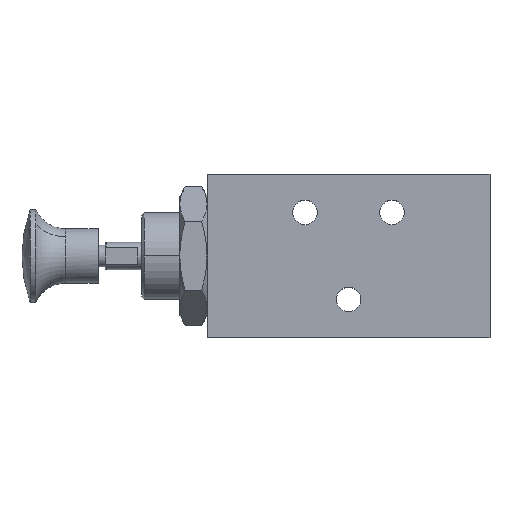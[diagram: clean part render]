
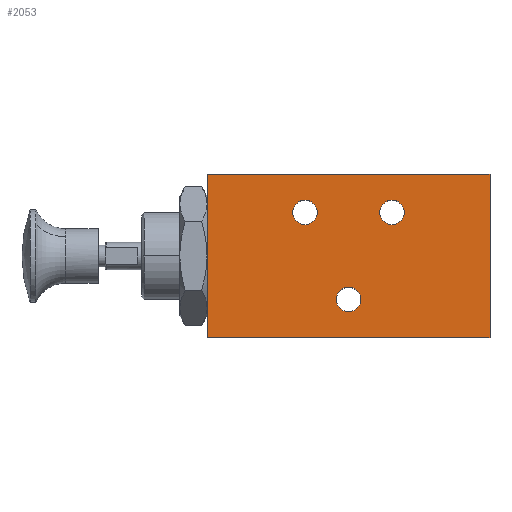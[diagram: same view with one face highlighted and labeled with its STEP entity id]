
A CAD part, top view. The second image highlights one B-rep face of the part: STEP entity #2053.
In plain terms, the highlighted planar face has unit normal (0, 0, 1).
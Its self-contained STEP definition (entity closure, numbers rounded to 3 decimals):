
#67 = EDGE_LOOP ( 'NONE', ( #430, #431 ) ) ;
#71 = EDGE_LOOP ( 'NONE', ( #432, #433 ) ) ;
#72 = EDGE_LOOP ( 'NONE', ( #434, #435 ) ) ;
#73 = EDGE_LOOP ( 'NONE', ( #436, #437, #438, #439, #440, #441 ) ) ;
#430 = ORIENTED_EDGE ( 'NONE', *, *, #2945, .T. ) ;
#431 = ORIENTED_EDGE ( 'NONE', *, *, #3100, .T. ) ;
#432 = ORIENTED_EDGE ( 'NONE', *, *, #2939, .T. ) ;
#433 = ORIENTED_EDGE ( 'NONE', *, *, #3095, .T. ) ;
#434 = ORIENTED_EDGE ( 'NONE', *, *, #2937, .T. ) ;
#435 = ORIENTED_EDGE ( 'NONE', *, *, #3114, .T. ) ;
#436 = ORIENTED_EDGE ( 'NONE', *, *, #3103, .F. ) ;
#437 = ORIENTED_EDGE ( 'NONE', *, *, #3116, .F. ) ;
#438 = ORIENTED_EDGE ( 'NONE', *, *, #3117, .F. ) ;
#439 = ORIENTED_EDGE ( 'NONE', *, *, #3112, .F. ) ;
#440 = ORIENTED_EDGE ( 'NONE', *, *, #3118, .F. ) ;
#441 = ORIENTED_EDGE ( 'NONE', *, *, #3120, .F. ) ;
#590 = FACE_BOUND ( 'NONE', #67, .T. ) ;
#591 = FACE_BOUND ( 'NONE', #71, .T. ) ;
#595 = FACE_BOUND ( 'NONE', #72, .T. ) ;
#597 = FACE_OUTER_BOUND ( 'NONE', #73, .T. ) ;
#811 = CARTESIAN_POINT ( 'NONE',  ( -10.25, 8., 8. ) ) ;
#823 = VERTEX_POINT ( 'NONE', #811 ) ;
#829 = VERTEX_POINT ( 'NONE', #963 ) ;
#836 = VERTEX_POINT ( 'NONE', #970 ) ;
#837 = VERTEX_POINT ( 'NONE', #971 ) ;
#838 = VERTEX_POINT ( 'NONE', #972 ) ;
#862 = VERTEX_POINT ( 'NONE', #996 ) ;
#934 = VERTEX_POINT ( 'NONE', #1068 ) ;
#937 = VERTEX_POINT ( 'NONE', #1071 ) ;
#941 = VERTEX_POINT ( 'NONE', #1075 ) ;
#942 = VERTEX_POINT ( 'NONE', #1076 ) ;
#943 = VERTEX_POINT ( 'NONE', #1077 ) ;
#944 = VERTEX_POINT ( 'NONE', #1078 ) ;
#963 = CARTESIAN_POINT ( 'NONE',  ( 10.25, 8., 8. ) ) ;
#970 = CARTESIAN_POINT ( 'NONE',  ( -2.25, -8., 8. ) ) ;
#971 = CARTESIAN_POINT ( 'NONE',  ( 2.25, -8., 8. ) ) ;
#972 = CARTESIAN_POINT ( 'NONE',  ( -5.75, 8., 8. ) ) ;
#996 = CARTESIAN_POINT ( 'NONE',  ( 5.75, 8., 8. ) ) ;
#1068 = CARTESIAN_POINT ( 'NONE',  ( -26., 7.55, 8. ) ) ;
#1071 = CARTESIAN_POINT ( 'NONE',  ( -26., -7.55, 8. ) ) ;
#1075 = CARTESIAN_POINT ( 'NONE',  ( 26., 15., 8. ) ) ;
#1076 = CARTESIAN_POINT ( 'NONE',  ( 26., -15., 8. ) ) ;
#1077 = CARTESIAN_POINT ( 'NONE',  ( -26., 15., 8. ) ) ;
#1078 = CARTESIAN_POINT ( 'NONE',  ( -26., -15., 8. ) ) ;
#1143 = PLANE ( 'NONE',  #3157 ) ;
#1146 = CARTESIAN_POINT ( 'NONE',  ( 0., 0., 8. ) ) ;
#1148 = DIRECTION ( 'NONE',  ( 0., 0., 1. ) ) ;
#1149 = DIRECTION ( 'NONE',  ( 0.707, 0.707, 0. ) ) ;
#1761 = CARTESIAN_POINT ( 'NONE',  ( 0., -8., 8. ) ) ;
#1762 = DIRECTION ( 'NONE',  ( 0., 0., -1. ) ) ;
#1763 = DIRECTION ( 'NONE',  ( 1., 0., 0. ) ) ;
#1766 = CARTESIAN_POINT ( 'NONE',  ( -8., 8., 8. ) ) ;
#1767 = DIRECTION ( 'NONE',  ( 0., 0., -1. ) ) ;
#1768 = DIRECTION ( 'NONE',  ( 1., 0., 0. ) ) ;
#1783 = CARTESIAN_POINT ( 'NONE',  ( 8., 8., 8. ) ) ;
#1784 = DIRECTION ( 'NONE',  ( 0., 0., -1. ) ) ;
#1785 = DIRECTION ( 'NONE',  ( 1., 0., 0. ) ) ;
#2053 = ADVANCED_FACE ( 'NONE', ( #590, #591, #595, #597 ), #1143, .T. ) ;
#2207 = CIRCLE ( 'NONE', #3373, 2.25 ) ;
#2209 = CIRCLE ( 'NONE', #3371, 2.25 ) ;
#2218 = CIRCLE ( 'NONE', #3378, 2.25 ) ;
#2392 = CIRCLE ( 'NONE', #3461, 2.25 ) ;
#2394 = VECTOR ( 'NONE', #2662, 1000. ) ;
#2396 = LINE ( 'NONE', #2661, #2394 ) ;
#2398 = CIRCLE ( 'NONE', #3464, 2.25 ) ;
#2399 = LINE ( 'NONE', #2685, #2407 ) ;
#2403 = LINE ( 'NONE', #2695, #2419 ) ;
#2407 = VECTOR ( 'NONE', #2686, 1000. ) ;
#2410 = LINE ( 'NONE', #2681, #2414 ) ;
#2411 = CIRCLE ( 'NONE', #3467, 2.25 ) ;
#2412 = LINE ( 'NONE', #2693, #2413 ) ;
#2413 = VECTOR ( 'NONE', #2694, 1000. ) ;
#2414 = VECTOR ( 'NONE', #2696, 1000. ) ;
#2415 = LINE ( 'NONE', #2697, #2416 ) ;
#2416 = VECTOR ( 'NONE', #2698, 1000. ) ;
#2419 = VECTOR ( 'NONE', #2703, 1000. ) ;
#2630 = CARTESIAN_POINT ( 'NONE',  ( -8., 8., 8. ) ) ;
#2637 = DIRECTION ( 'NONE',  ( 0., 0., -1. ) ) ;
#2638 = DIRECTION ( 'NONE',  ( 1., 0., 0. ) ) ;
#2639 = CARTESIAN_POINT ( 'NONE',  ( 8., 8., 8. ) ) ;
#2652 = DIRECTION ( 'NONE',  ( 0., 0., -1. ) ) ;
#2653 = DIRECTION ( 'NONE',  ( 1., 0., 0. ) ) ;
#2661 = CARTESIAN_POINT ( 'NONE',  ( 26., 15., 8. ) ) ;
#2662 = DIRECTION ( 'NONE',  ( 0., -1., 0. ) ) ;
#2681 = CARTESIAN_POINT ( 'NONE',  ( -26., -15., 8. ) ) ;
#2684 = CARTESIAN_POINT ( 'NONE',  ( 0., -8., 8. ) ) ;
#2685 = CARTESIAN_POINT ( 'NONE',  ( -26., 0., 8. ) ) ;
#2686 = DIRECTION ( 'NONE',  ( 0., 1., 0. ) ) ;
#2689 = DIRECTION ( 'NONE',  ( 0., 0., -1. ) ) ;
#2690 = DIRECTION ( 'NONE',  ( 1., 0., 0. ) ) ;
#2693 = CARTESIAN_POINT ( 'NONE',  ( -26., 15., 8. ) ) ;
#2694 = DIRECTION ( 'NONE',  ( 1., 0., 0. ) ) ;
#2695 = CARTESIAN_POINT ( 'NONE',  ( 26., -15., 8. ) ) ;
#2696 = DIRECTION ( 'NONE',  ( 0., 1., 0. ) ) ;
#2697 = CARTESIAN_POINT ( 'NONE',  ( -26., -15., 8. ) ) ;
#2698 = DIRECTION ( 'NONE',  ( 0., 1., 0. ) ) ;
#2703 = DIRECTION ( 'NONE',  ( -1., 0., 0. ) ) ;
#2937 = EDGE_CURVE ( 'NONE', #837, #836, #2207, .T. ) ;
#2939 = EDGE_CURVE ( 'NONE', #838, #823, #2209, .T. ) ;
#2945 = EDGE_CURVE ( 'NONE', #829, #862, #2218, .T. ) ;
#3095 = EDGE_CURVE ( 'NONE', #823, #838, #2392, .T. ) ;
#3100 = EDGE_CURVE ( 'NONE', #862, #829, #2398, .T. ) ;
#3103 = EDGE_CURVE ( 'NONE', #941, #942, #2396, .T. ) ;
#3112 = EDGE_CURVE ( 'NONE', #937, #934, #2399, .T. ) ;
#3114 = EDGE_CURVE ( 'NONE', #836, #837, #2411, .T. ) ;
#3116 = EDGE_CURVE ( 'NONE', #943, #941, #2412, .T. ) ;
#3117 = EDGE_CURVE ( 'NONE', #934, #943, #2410, .T. ) ;
#3118 = EDGE_CURVE ( 'NONE', #944, #937, #2415, .T. ) ;
#3120 = EDGE_CURVE ( 'NONE', #942, #944, #2403, .T. ) ;
#3157 = AXIS2_PLACEMENT_3D ( 'NONE', #1146, #1148, #1149 ) ;
#3371 = AXIS2_PLACEMENT_3D ( 'NONE', #1766, #1767, #1768 ) ;
#3373 = AXIS2_PLACEMENT_3D ( 'NONE', #1761, #1762, #1763 ) ;
#3378 = AXIS2_PLACEMENT_3D ( 'NONE', #1783, #1784, #1785 ) ;
#3461 = AXIS2_PLACEMENT_3D ( 'NONE', #2630, #2637, #2638 ) ;
#3464 = AXIS2_PLACEMENT_3D ( 'NONE', #2639, #2652, #2653 ) ;
#3467 = AXIS2_PLACEMENT_3D ( 'NONE', #2684, #2689, #2690 ) ;
